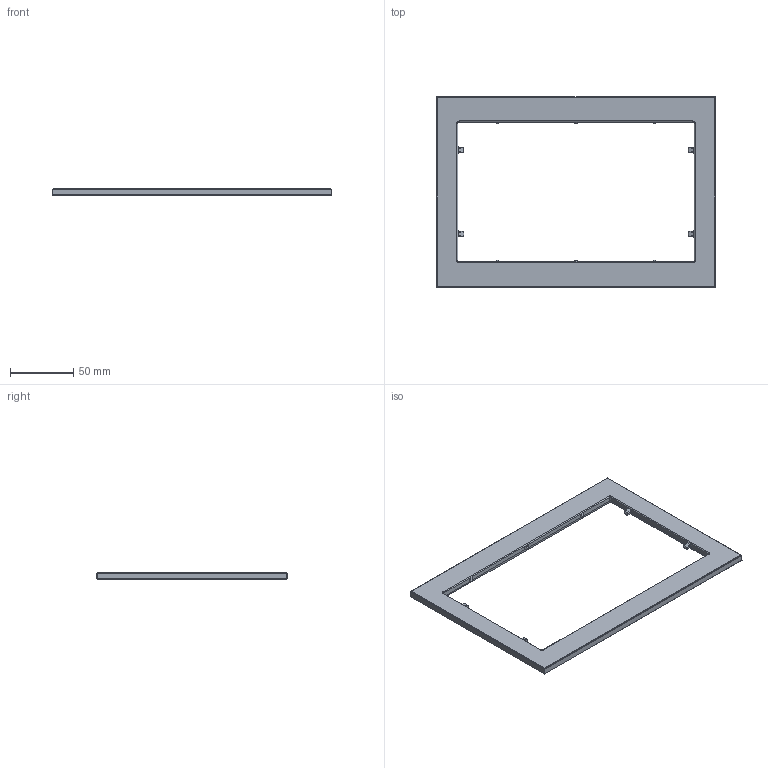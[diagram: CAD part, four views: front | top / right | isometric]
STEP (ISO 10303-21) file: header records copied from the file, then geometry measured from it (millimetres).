
FILE_DESCRIPTION((''),'2;1');
FILE_NAME('SP870_015_00','2015-10-29T',('MSchlueter'),('NET'),'PRO/ENGINEER BY PARAMETRIC TECHNOLOGY CORPORATION, 2014090','PRO/ENGINEER BY PARAMETRIC TECHNOLOGY CORPORATION, 2014090','');
FILE_SCHEMA(('CONFIG_CONTROL_DESIGN'));
Products named in the file (1): SP870_015_00
Bounding box: 220 x 150 x 5.5 mm (x, y, z)
Volume: 31764.8 mm3; surface area: 42935.6 mm2
Topology: 1 solids, 1 shells, 1186 faces, 2677 edges, 1539 vertices
Faces by surface type: cylinder 526, bspline 354, plane 286, sphere 20
Entity records: 58997 total; most frequent: CARTESIAN_POINT 26945, ORIENTED_EDGE 5354, DIRECTION 4220, PRESENTATION_STYLE_ASSIGNMENT 2678, STYLED_ITEM 2678, CURVE_STYLE 2677, EDGE_CURVE 2677, VERTEX_POINT 1539
